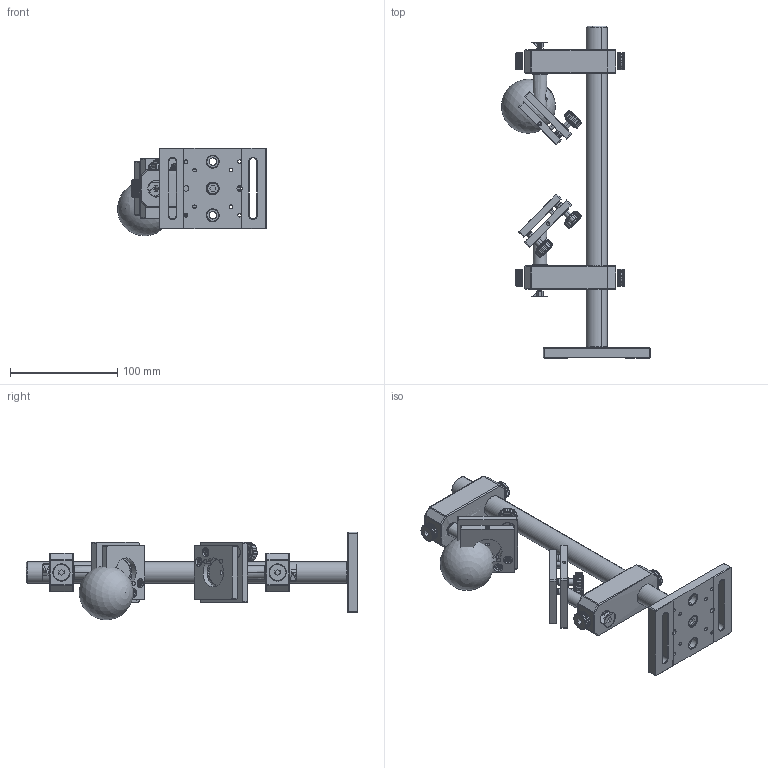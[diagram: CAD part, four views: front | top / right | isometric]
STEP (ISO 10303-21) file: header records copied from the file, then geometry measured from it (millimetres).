
FILE_DESCRIPTION (( 'STEP AP203' ), '1' );
FILE_NAME ('M-BSD-1B_Default.step', '2019-12-27T17:59:41', ( '' ), ( '' ), 'SwSTEP 2.0', 'SolidWorks 2018', '' );
FILE_SCHEMA (( 'CONFIG_CONTROL_DESIGN' ));
Length unit declared in the file: millimetre
Products named in the file (1): M-BSD-1B_Default
Bounding box: 138.77 x 309.5 x 81.6 mm (x, y, z)
Surface area: 106845.2 mm2 (no closed solid volume)
Topology: 0 solids, 69 shells, 1513 faces, 4341 edges, 2758 vertices
Faces by surface type: cylinder 591, plane 567, torus 148, bspline 92, cone 76, sphere 39
Full cylindrical faces by diameter (mm): 3.5 x1
Entity records: 62290 total; most frequent: CARTESIAN_POINT 32774, ORIENTED_EDGE 7150, EDGE_CURVE 4247, B_SPLINE_CURVE_WITH_KNOTS 3869, DIRECTION 3143, VERTEX_POINT 2738, EDGE_LOOP 1672, ADVANCED_FACE 1508
